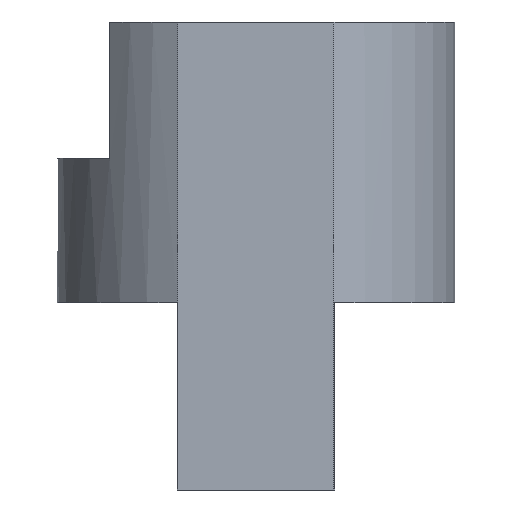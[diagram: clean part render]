
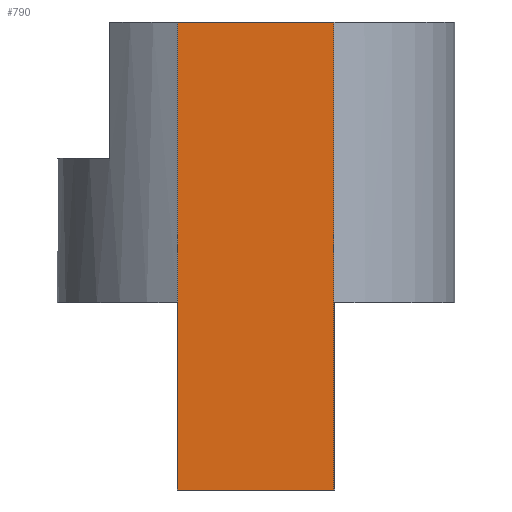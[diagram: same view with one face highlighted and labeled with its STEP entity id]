
A CAD part, front view. The second image highlights one B-rep face of the part: STEP entity #790.
In plain terms, the highlighted planar face has unit normal (0, -1, 0).
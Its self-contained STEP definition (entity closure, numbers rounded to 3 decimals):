
#55=FACE_OUTER_BOUND('',#97,.T.);
#97=EDGE_LOOP('',(#690,#691,#692,#693));
#149=LINE('',#1149,#249);
#163=LINE('',#1182,#263);
#186=LINE('',#1234,#286);
#210=LINE('',#1280,#310);
#249=VECTOR('',#928,10.);
#263=VECTOR('',#954,10.);
#286=VECTOR('',#999,10.);
#310=VECTOR('',#1049,10.);
#345=VERTEX_POINT('',#1146);
#346=VERTEX_POINT('',#1148);
#359=VERTEX_POINT('',#1181);
#377=VERTEX_POINT('',#1232);
#426=EDGE_CURVE('',#346,#345,#149,.T.);
#442=EDGE_CURVE('',#346,#359,#163,.T.);
#469=EDGE_CURVE('',#377,#345,#186,.T.);
#494=EDGE_CURVE('',#359,#377,#210,.T.);
#690=ORIENTED_EDGE('',*,*,#494,.F.);
#691=ORIENTED_EDGE('',*,*,#442,.F.);
#692=ORIENTED_EDGE('',*,*,#426,.T.);
#693=ORIENTED_EDGE('',*,*,#469,.F.);
#751=PLANE('',#855);
#790=ADVANCED_FACE('',(#55),#751,.T.);
#855=AXIS2_PLACEMENT_3D('',#1281,#1050,#1051);
#928=DIRECTION('',(0.,0.,1.));
#954=DIRECTION('',(-1.,0.,0.));
#999=DIRECTION('',(1.,0.,0.));
#1049=DIRECTION('',(0.,0.,1.));
#1050=DIRECTION('center_axis',(0.,-1.,0.));
#1051=DIRECTION('ref_axis',(-1.,0.,0.));
#1146=CARTESIAN_POINT('',(20.,-46.915,20.));
#1148=CARTESIAN_POINT('',(20.,-46.915,-100.));
#1149=CARTESIAN_POINT('',(20.,-46.915,0.));
#1181=CARTESIAN_POINT('',(-20.,-46.915,-100.));
#1182=CARTESIAN_POINT('',(10.,-46.915,-100.));
#1232=CARTESIAN_POINT('',(-20.,-46.915,20.));
#1234=CARTESIAN_POINT('',(20.,-46.915,20.));
#1280=CARTESIAN_POINT('',(-20.,-46.915,0.));
#1281=CARTESIAN_POINT('Origin',(20.,-46.915,0.));
